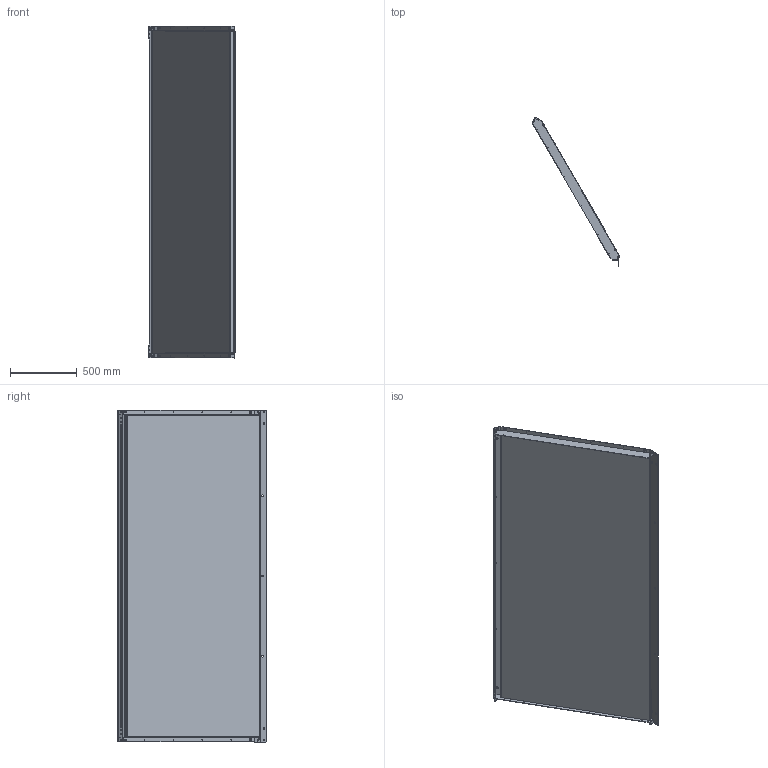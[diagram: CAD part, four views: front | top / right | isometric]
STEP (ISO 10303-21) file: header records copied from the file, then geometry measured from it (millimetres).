
FILE_DESCRIPTION (( 'STEP AP203' ), '1' );
FILE_NAME ('CV02-P03_REV_.step', '2025-08-17T04:00:30', ( '' ), ( '' ), 'SwSTEP 2.0', 'SolidWorks 2024', '' );
FILE_SCHEMA (( 'CONFIG_CONTROL_DESIGN' ));
Length unit declared in the file: millimetre
Products named in the file (10): cell v02 modified panel; TMP-0010_TMP-0010-H; CV02-M-01; weldnut_WELDNUT-M8; CV02-M-00; CV02-M-04; CV02-M-02; CV02-P03_REV_; CV02-T-01; CV02-M-03
Assembly tree (23 placements, depth 3):
  CV02-P03_REV_
    CV02-M-00
      CV02-M-01
      CV02-M-02  x2
      CV02-M-03
      CV02-T-01
      CV02-M-04
      weldnut_WELDNUT-M8  x14
    cell v02 modified panel
      TMP-0010_TMP-0010-H
Bounding box: 654.54 x 1111.29 x 2480 mm (x, y, z)
Volume: 139986688.7 mm3; surface area: 19196166.4 mm2
Topology: 23 solids, 23 shells, 812 faces, 2090 edges, 1338 vertices
Faces by surface type: plane 396, cylinder 318, cone 98
Entity records: 14805 total; most frequent: DIRECTION 2389, CARTESIAN_POINT 2343, ORIENTED_EDGE 2224, EDGE_CURVE 1112, AXIS2_PLACEMENT_3D 855, VERTEX_POINT 725, LINE 679, VECTOR 679
